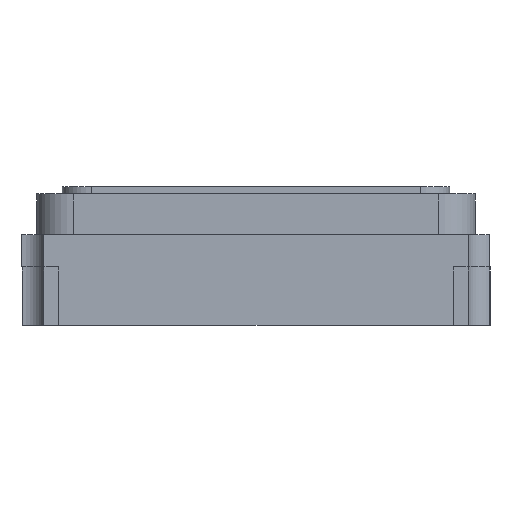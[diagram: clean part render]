
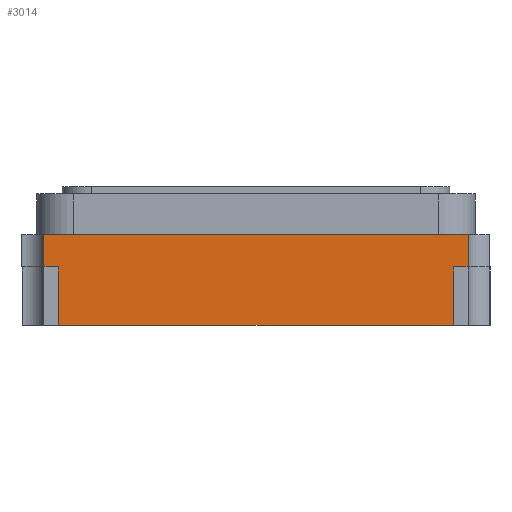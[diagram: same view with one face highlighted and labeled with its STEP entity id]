
A CAD part, left-side view. The second image highlights one B-rep face of the part: STEP entity #3014.
In plain terms, the highlighted planar face has unit normal (-1, 0, 0).
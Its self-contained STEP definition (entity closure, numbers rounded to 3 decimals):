
#285=ORIENTED_EDGE('',*,*,#1189,.F.);
#286=ORIENTED_EDGE('',*,*,#1190,.T.);
#287=ORIENTED_EDGE('',*,*,#1155,.T.);
#288=ORIENTED_EDGE('',*,*,#1191,.F.);
#289=ORIENTED_EDGE('',*,*,#1192,.T.);
#290=ORIENTED_EDGE('',*,*,#1182,.F.);
#291=ORIENTED_EDGE('',*,*,#1193,.F.);
#292=ORIENTED_EDGE('',*,*,#1194,.T.);
#1155=EDGE_CURVE('',#1611,#1610,#1914,.T.);
#1182=EDGE_CURVE('',#1633,#1630,#1937,.T.);
#1189=EDGE_CURVE('',#1638,#1639,#1944,.T.);
#1190=EDGE_CURVE('',#1638,#1611,#1945,.T.);
#1191=EDGE_CURVE('',#1640,#1610,#1946,.T.);
#1192=EDGE_CURVE('',#1640,#1630,#1947,.T.);
#1193=EDGE_CURVE('',#1641,#1633,#1948,.T.);
#1194=EDGE_CURVE('',#1641,#1639,#1949,.T.);
#1610=VERTEX_POINT('',#4806);
#1611=VERTEX_POINT('',#4808);
#1630=VERTEX_POINT('',#4855);
#1633=VERTEX_POINT('',#4860);
#1638=VERTEX_POINT('',#4875);
#1639=VERTEX_POINT('',#4876);
#1640=VERTEX_POINT('',#4879);
#1641=VERTEX_POINT('',#4882);
#1914=LINE('',#4807,#2213);
#1937=LINE('',#4861,#2236);
#1944=LINE('',#4874,#2243);
#1945=LINE('',#4877,#2244);
#1946=LINE('',#4878,#2245);
#1947=LINE('',#4880,#2246);
#1948=LINE('',#4881,#2247);
#1949=LINE('',#4883,#2248);
#2213=VECTOR('',#4098,1000.);
#2236=VECTOR('',#4137,1000.);
#2243=VECTOR('',#4148,1000.);
#2244=VECTOR('',#4149,1000.);
#2245=VECTOR('',#4150,1000.);
#2246=VECTOR('',#4151,1000.);
#2247=VECTOR('',#4152,1000.);
#2248=VECTOR('',#4153,1000.);
#2497=EDGE_LOOP('',(#285,#286,#287,#288,#289,#290,#291,#292));
#2684=FACE_BOUND('',#2497,.T.);
#2869=PLANE('',#3889);
#3014=ADVANCED_FACE('',(#2684),#2869,.F.);
#3889=AXIS2_PLACEMENT_3D('',#4873,#4146,#4147);
#4098=DIRECTION('',(0.,-1.,0.));
#4137=DIRECTION('',(0.,0.,-1.));
#4146=DIRECTION('',(1.,0.,0.));
#4147=DIRECTION('',(0.,1.,0.));
#4148=DIRECTION('',(0.,1.,0.));
#4149=DIRECTION('',(0.,0.,-1.));
#4150=DIRECTION('',(0.,0.,-1.));
#4151=DIRECTION('',(0.,-1.,0.));
#4152=DIRECTION('',(0.,-1.,0.));
#4153=DIRECTION('',(0.,0.,-1.));
#4806=CARTESIAN_POINT('',(-2.5,-1.35,0.));
#4807=CARTESIAN_POINT('',(-2.5,1.45,0.));
#4808=CARTESIAN_POINT('',(-2.5,1.35,0.));
#4855=CARTESIAN_POINT('',(-2.5,-1.45,0.4));
#4860=CARTESIAN_POINT('',(-2.5,-1.45,0.62));
#4861=CARTESIAN_POINT('',(-2.5,-1.45,0.62));
#4873=CARTESIAN_POINT('',(-2.5,1.45,0.62));
#4874=CARTESIAN_POINT('',(-2.5,1.35,0.4));
#4875=CARTESIAN_POINT('',(-2.5,1.35,0.4));
#4876=CARTESIAN_POINT('',(-2.5,1.45,0.4));
#4877=CARTESIAN_POINT('',(-2.5,1.35,0.4));
#4878=CARTESIAN_POINT('',(-2.5,-1.35,0.4));
#4879=CARTESIAN_POINT('',(-2.5,-1.35,0.4));
#4880=CARTESIAN_POINT('',(-2.5,-1.35,0.4));
#4881=CARTESIAN_POINT('',(-2.5,1.45,0.62));
#4882=CARTESIAN_POINT('',(-2.5,1.45,0.62));
#4883=CARTESIAN_POINT('',(-2.5,1.45,0.62));
